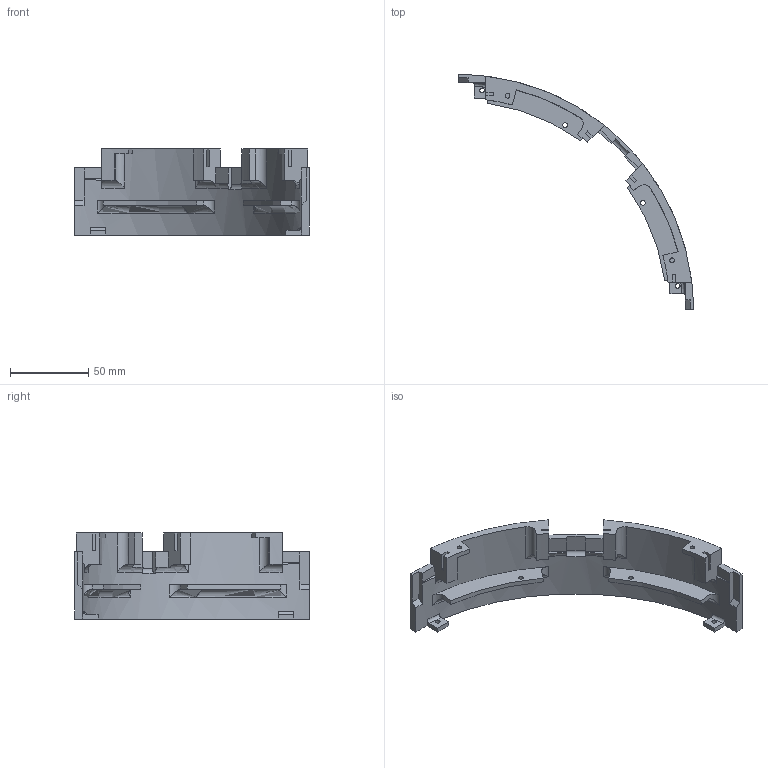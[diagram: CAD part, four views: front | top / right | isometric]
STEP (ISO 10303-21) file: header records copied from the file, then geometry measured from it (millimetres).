
FILE_DESCRIPTION (( 'STEP AP203' ), '1' );
FILE_NAME ('quart_paroi_superieur_4.STEP', '2021-04-22T15:55:02', ( '' ), ( '' ), 'SwSTEP 2.0', 'SolidWorks 2019', '' );
FILE_SCHEMA (( 'CONFIG_CONTROL_DESIGN' ));
Length unit declared in the file: millimetre
Products named in the file (1): quart_paroi_superieur_4
Bounding box: 150 x 150 x 55 mm (x, y, z)
Volume: 72240 mm3; surface area: 33329.6 mm2
Topology: 1 solids, 1 shells, 114 faces, 329 edges, 219 vertices
Faces by surface type: plane 73, cylinder 31, torus 8, cone 2
Entity records: 4165 total; most frequent: CARTESIAN_POINT 1011, ORIENTED_EDGE 658, DIRECTION 634, EDGE_CURVE 329, VERTEX_POINT 219, AXIS2_PLACEMENT_3D 214, VECTOR 206, LINE 206
